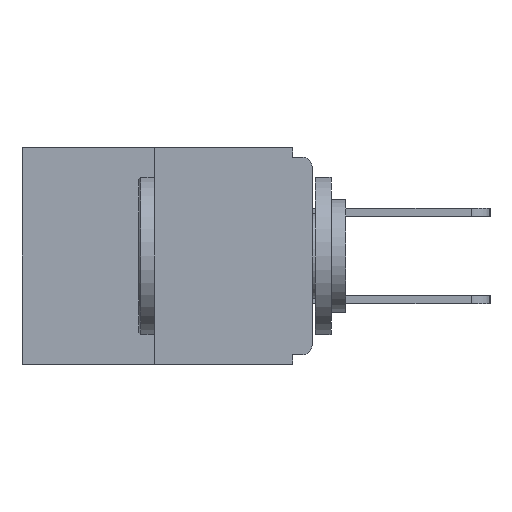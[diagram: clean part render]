
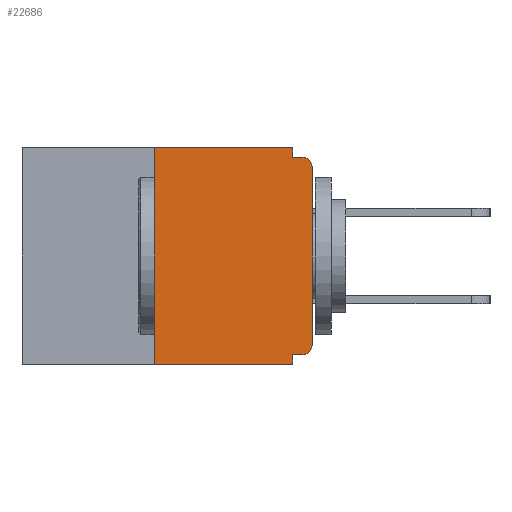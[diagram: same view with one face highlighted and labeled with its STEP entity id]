
A CAD part, left-side view. The second image highlights one B-rep face of the part: STEP entity #22686.
In plain terms, the highlighted planar face has unit normal (-1, 0, 0).
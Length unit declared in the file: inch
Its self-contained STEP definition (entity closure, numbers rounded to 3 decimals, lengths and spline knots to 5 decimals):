
#50 = CARTESIAN_POINT ( 'NONE',  ( 0., 0.015, -0.03 ) ) ;
#241 = ORIENTED_EDGE ( 'NONE', *, *, #19525, .T. ) ;
#419 = DIRECTION ( 'NONE',  ( -1., 0., 0. ) ) ;
#1044 = CARTESIAN_POINT ( 'NONE',  ( 0., 0., -0.313 ) ) ;
#1430 = DIRECTION ( 'NONE',  ( 0., 0., 1. ) ) ;
#1550 = DIRECTION ( 'NONE',  ( 0., 0., -1. ) ) ;
#1993 = DIRECTION ( 'NONE',  ( 0., -1., 0. ) ) ;
#2226 = DIRECTION ( 'NONE',  ( -1., 0., 0. ) ) ;
#2246 = CIRCLE ( 'NONE', #24718, 0.015 ) ;
#2277 = ORIENTED_EDGE ( 'NONE', *, *, #20999, .T. ) ;
#2320 = DIRECTION ( 'NONE',  ( 0., 0., -1. ) ) ;
#2440 = VECTOR ( 'NONE', #1430, 39.37008 ) ;
#2700 = VERTEX_POINT ( 'NONE', #1044 ) ;
#3517 = CARTESIAN_POINT ( 'NONE',  ( 0., 0.46, 0. ) ) ;
#3861 = EDGE_CURVE ( 'NONE', #21818, #14547, #15620, .T. ) ;
#4084 = CARTESIAN_POINT ( 'NONE',  ( 0., 0., -0.03 ) ) ;
#4312 = LINE ( 'NONE', #29996, #12665 ) ;
#4714 = LINE ( 'NONE', #10850, #5789 ) ;
#4975 = CARTESIAN_POINT ( 'NONE',  ( 0., 0.031, 0. ) ) ;
#5216 = CARTESIAN_POINT ( 'NONE',  ( 0., 0.46, -0.343 ) ) ;
#5318 = VECTOR ( 'NONE', #8395, 39.37008 ) ;
#5352 = ORIENTED_EDGE ( 'NONE', *, *, #11711, .F. ) ;
#5789 = VECTOR ( 'NONE', #1550, 39.37008 ) ;
#5958 = ORIENTED_EDGE ( 'NONE', *, *, #11171, .F. ) ;
#6656 = FACE_OUTER_BOUND ( 'NONE', #6702, .T. ) ;
#6702 = EDGE_LOOP ( 'NONE', ( #17420, #5352, #241, #22861, #8194, #24538, #2277, #18314, #29507, #5958 ) ) ;
#6869 = EDGE_CURVE ( 'NONE', #19203, #14547, #8612, .T. ) ;
#7595 = CARTESIAN_POINT ( 'NONE',  ( 0., 0.031, -0.328 ) ) ;
#7860 = LINE ( 'NONE', #27699, #15088 ) ;
#8014 = CARTESIAN_POINT ( 'NONE',  ( 0., 0., -0.328 ) ) ;
#8194 = ORIENTED_EDGE ( 'NONE', *, *, #11145, .F. ) ;
#8395 = DIRECTION ( 'NONE',  ( 0., -1., 0. ) ) ;
#8612 = LINE ( 'NONE', #26085, #5318 ) ;
#8756 = CARTESIAN_POINT ( 'NONE',  ( 0., 0.031, -0.015 ) ) ;
#9458 = LINE ( 'NONE', #8014, #15971 ) ;
#9905 = DIRECTION ( 'NONE',  ( 0., -1., 0. ) ) ;
#10850 = CARTESIAN_POINT ( 'NONE',  ( 0., 0.031, 0. ) ) ;
#11145 = EDGE_CURVE ( 'NONE', #24560, #18291, #9458, .T. ) ;
#11171 = EDGE_CURVE ( 'NONE', #28269, #19203, #4714, .T. ) ;
#11711 = EDGE_CURVE ( 'NONE', #26923, #28736, #21748, .T. ) ;
#12379 = CARTESIAN_POINT ( 'NONE',  ( 0., 0.015, -0.015 ) ) ;
#12641 = AXIS2_PLACEMENT_3D ( 'NONE', #50, #2226, #2320 ) ;
#12665 = VECTOR ( 'NONE', #30102, 39.37008 ) ;
#13295 = EDGE_CURVE ( 'NONE', #18291, #16505, #4312, .T. ) ;
#14547 = VERTEX_POINT ( 'NONE', #12379 ) ;
#14998 = DIRECTION ( 'NONE',  ( 0., 1., 0. ) ) ;
#15013 = DIRECTION ( 'NONE',  ( 0., 0., -1. ) ) ;
#15088 = VECTOR ( 'NONE', #1993, 39.37008 ) ;
#15620 = CIRCLE ( 'NONE', #12641, 0.015 ) ;
#15741 = AXIS2_PLACEMENT_3D ( 'NONE', #3517, #26741, #15013 ) ;
#15971 = VECTOR ( 'NONE', #14998, 39.37008 ) ;
#16505 = VERTEX_POINT ( 'NONE', #21553 ) ;
#17420 = ORIENTED_EDGE ( 'NONE', *, *, #20565, .F. ) ;
#18291 = VERTEX_POINT ( 'NONE', #7595 ) ;
#18314 = ORIENTED_EDGE ( 'NONE', *, *, #3861, .T. ) ;
#18546 = CARTESIAN_POINT ( 'NONE',  ( 0., 0.25, 0. ) ) ;
#19178 = VECTOR ( 'NONE', #9905, 39.37008 ) ;
#19203 = VERTEX_POINT ( 'NONE', #8756 ) ;
#19525 = EDGE_CURVE ( 'NONE', #26923, #16505, #25397, .T. ) ;
#20049 = CARTESIAN_POINT ( 'NONE',  ( 0., 0.25, 0. ) ) ;
#20565 = EDGE_CURVE ( 'NONE', #28736, #28269, #7860, .T. ) ;
#20999 = EDGE_CURVE ( 'NONE', #2700, #21818, #30029, .T. ) ;
#21553 = CARTESIAN_POINT ( 'NONE',  ( 0., 0.031, -0.343 ) ) ;
#21748 = LINE ( 'NONE', #20049, #2440 ) ;
#21751 = CARTESIAN_POINT ( 'NONE',  ( 0., 0.015, -0.328 ) ) ;
#21818 = VERTEX_POINT ( 'NONE', #4084 ) ;
#22330 = VECTOR ( 'NONE', #26822, 39.37008 ) ;
#22671 = EDGE_CURVE ( 'NONE', #24560, #2700, #2246, .T. ) ;
#22686 = ADVANCED_FACE ( 'NONE', ( #6656 ), #24287, .F. ) ;
#22861 = ORIENTED_EDGE ( 'NONE', *, *, #13295, .F. ) ;
#23955 = CARTESIAN_POINT ( 'NONE',  ( 0., 0.25, -0.343 ) ) ;
#24255 = CARTESIAN_POINT ( 'NONE',  ( 0., 0., 0. ) ) ;
#24287 = PLANE ( 'NONE',  #15741 ) ;
#24538 = ORIENTED_EDGE ( 'NONE', *, *, #22671, .T. ) ;
#24560 = VERTEX_POINT ( 'NONE', #21751 ) ;
#24718 = AXIS2_PLACEMENT_3D ( 'NONE', #26048, #419, #28493 ) ;
#25397 = LINE ( 'NONE', #5216, #19178 ) ;
#26048 = CARTESIAN_POINT ( 'NONE',  ( 0., 0.015, -0.313 ) ) ;
#26085 = CARTESIAN_POINT ( 'NONE',  ( 0., 0., -0.015 ) ) ;
#26741 = DIRECTION ( 'NONE',  ( 1., 0., 0. ) ) ;
#26822 = DIRECTION ( 'NONE',  ( 0., 0., 1. ) ) ;
#26923 = VERTEX_POINT ( 'NONE', #23955 ) ;
#27699 = CARTESIAN_POINT ( 'NONE',  ( 0., 0.46, 0. ) ) ;
#28269 = VERTEX_POINT ( 'NONE', #4975 ) ;
#28493 = DIRECTION ( 'NONE',  ( 0., 0., -1. ) ) ;
#28736 = VERTEX_POINT ( 'NONE', #18546 ) ;
#29507 = ORIENTED_EDGE ( 'NONE', *, *, #6869, .F. ) ;
#29996 = CARTESIAN_POINT ( 'NONE',  ( 0., 0.031, -0.343 ) ) ;
#30029 = LINE ( 'NONE', #24255, #22330 ) ;
#30102 = DIRECTION ( 'NONE',  ( 0., 0., -1. ) ) ;
